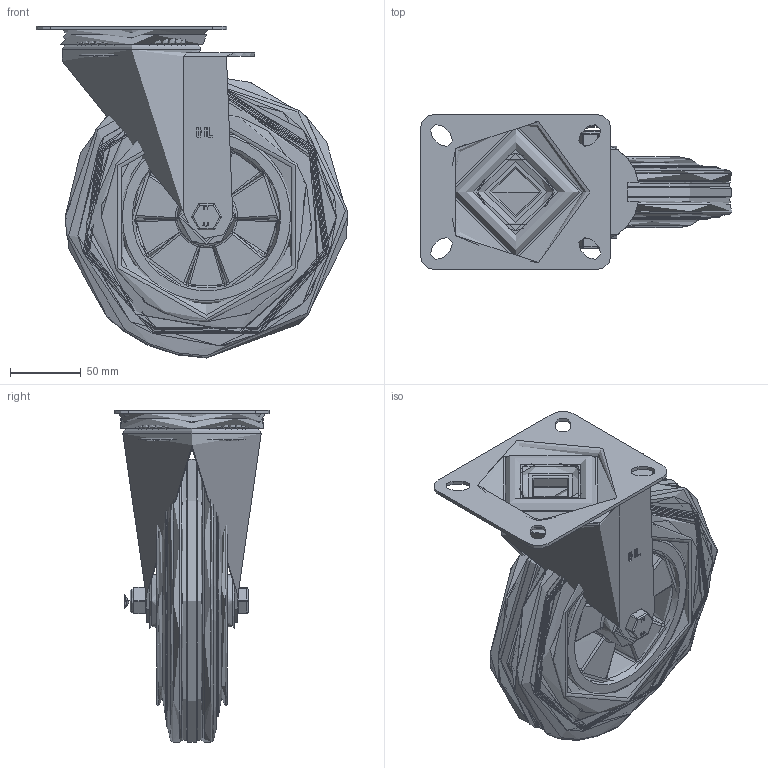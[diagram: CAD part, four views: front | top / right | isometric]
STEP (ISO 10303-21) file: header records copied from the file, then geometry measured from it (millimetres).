
FILE_DESCRIPTION(/* description */ ('','CAx-IF Rec.Pracs.---Representation and Presentation of Product Manufacturing Information (PMI)---4.0---2014-10-13'),/* implementation_level */ '2;1');
FILE_NAME(/* name */ 'BZMM200PSB.step',/* time_stamp */ '2024-12-02T16:19:51Z',/* author */ (''),/* organization */ (''),/* preprocessor_version */ 'ST-DEVELOPER v20',/* originating_system */ 'Autodesk Translation Framework v13.20.0.188',/* authorisation */ '');
FILE_SCHEMA (('AP242_MANAGED_MODEL_BASED_3D_ENGINEERING_MIM_LF { 1 0 10303 442 1 1 4 }'));
Products named in the file (25): BZMM200PSB; BZMM200AS/LITE - 2 v1; ZINC PLATED, PRESSED STEEL TOP PLATE; ZINC PLATED, PRESSED STEEL TOP PLATE Geometry; BALL BEARINGS; Component1; BEARING SEAL; ZINC PLATED, PRESSED STEEL FORKS; BZH200WPSRB v1; RUBBER TYRE; POLYPROPYLENE RIM; POLYPROPYLENE RIM Geometry; CAP; ROLLER BEARING; CAGE; Pattern; Component1 (1); TUBEM20X60 v1; ZINC PLATED STEEL TUBE; HEXBOLTM12X80Z8.8 v2; GRADE 8.8 ZINC PLATED BOLT; NYLOCM12Z v1; NYLOC NUT; NUT; RUBBER
Assembly tree (70 placements, depth 5):
  BZMM200PSB
    BZMM200AS/LITE - 2 v1
      ZINC PLATED, PRESSED STEEL TOP PLATE
        ZINC PLATED, PRESSED STEEL TOP PLATE Geometry
        BALL BEARINGS
          Component1  x40
      BEARING SEAL
      ZINC PLATED, PRESSED STEEL FORKS
    BZH200WPSRB v1
      RUBBER TYRE
      POLYPROPYLENE RIM
        POLYPROPYLENE RIM Geometry
        CAP
      ROLLER BEARING
        CAGE
        Pattern
          Component1 (1)  x8
    TUBEM20X60 v1
      ZINC PLATED STEEL TUBE
    HEXBOLTM12X80Z8.8 v2
      GRADE 8.8 ZINC PLATED BOLT
    NYLOCM12Z v1
      NYLOC NUT
        NUT
        RUBBER
Bounding box: 220.5 x 110 x 235 mm (x, y, z)
Volume: 1225641 mm3; surface area: 311683 mm2
Topology: 59 solids, 59 shells, 878 faces, 2176 edges, 1351 vertices
Faces by surface type: plane 255, bspline 237, cylinder 164, sphere 98, torus 67, cone 57
Full cylindrical faces by diameter (mm): 7.5 x8, 9.836 x18, 11.834 x18, 12 x3, 12.2 x2, 12.5 x1, 14 x2, 18 x1, 18.5 x1, 19.9 x1, 20 x3, 33.75 x1, 34 x1, 34.9 x1, 35 x1, 39.75 x1, 41 x2, 50 x1, 55 x1, 78 x1, 91 x1, 98 x1, 118 x2, 123 x2, 197.5 x2, 200 x3
Entity records: 76736 total; most frequent: CARTESIAN_POINT 57515, ORIENTED_EDGE 4062, DIRECTION 3562, EDGE_CURVE 2031, AXIS2_PLACEMENT_3D 1443, VERTEX_POINT 1259, EDGE_LOOP 886, FACE_OUTER_BOUND 818
